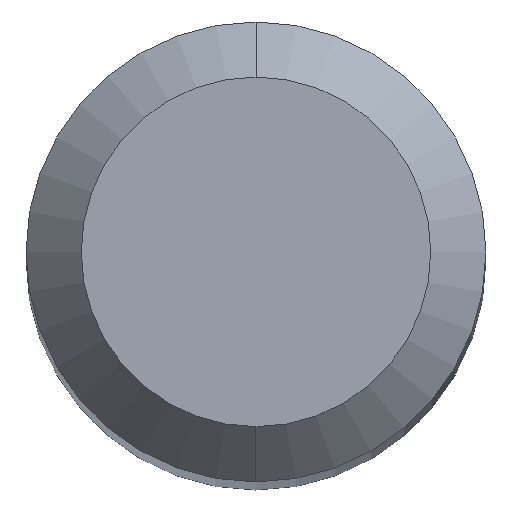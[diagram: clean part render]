
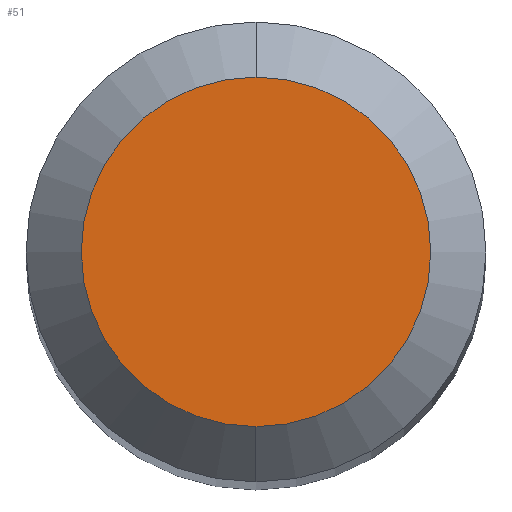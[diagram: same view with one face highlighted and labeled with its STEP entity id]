
A CAD part, top view. The second image highlights one B-rep face of the part: STEP entity #51.
In plain terms, the highlighted planar face has unit normal (0, 0, 1).
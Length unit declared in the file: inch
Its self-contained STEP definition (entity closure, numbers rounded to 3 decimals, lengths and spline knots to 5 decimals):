
#51 = ADVANCED_FACE ( 'NONE', ( #152 ), #154, .F. ) ;
#59 = DIRECTION ( 'NONE',  ( 0., 0., 1. ) ) ;
#121 = AXIS2_PLACEMENT_3D ( 'NONE', #216, #311, #219 ) ;
#133 = CIRCLE ( 'NONE', #270, 0.0475 ) ;
#134 = VERTEX_POINT ( 'NONE', #429 ) ;
#152 = FACE_OUTER_BOUND ( 'NONE', #161, .T. ) ;
#154 = PLANE ( 'NONE',  #121 ) ;
#161 = EDGE_LOOP ( 'NONE', ( #238, #433 ) ) ;
#182 = EDGE_CURVE ( 'NONE', #494, #134, #133, .T. ) ;
#216 = CARTESIAN_POINT ( 'NONE',  ( 0., 0.0475, 0. ) ) ;
#219 = DIRECTION ( 'NONE',  ( 0., 1., 0. ) ) ;
#238 = ORIENTED_EDGE ( 'NONE', *, *, #369, .T. ) ;
#270 = AXIS2_PLACEMENT_3D ( 'NONE', #316, #476, #284 ) ;
#284 = DIRECTION ( 'NONE',  ( 0., -1., 0. ) ) ;
#311 = DIRECTION ( 'NONE',  ( 0., 0., -1. ) ) ;
#316 = CARTESIAN_POINT ( 'NONE',  ( 0., 0., 0. ) ) ;
#321 = CIRCLE ( 'NONE', #372, 0.0475 ) ;
#369 = EDGE_CURVE ( 'NONE', #134, #494, #321, .T. ) ;
#372 = AXIS2_PLACEMENT_3D ( 'NONE', #412, #59, #453 ) ;
#412 = CARTESIAN_POINT ( 'NONE',  ( 0., 0., 0. ) ) ;
#420 = CARTESIAN_POINT ( 'NONE',  ( 0., -0.0475, 0. ) ) ;
#429 = CARTESIAN_POINT ( 'NONE',  ( 0., 0.0475, 0. ) ) ;
#433 = ORIENTED_EDGE ( 'NONE', *, *, #182, .T. ) ;
#453 = DIRECTION ( 'NONE',  ( 0., -1., 0. ) ) ;
#476 = DIRECTION ( 'NONE',  ( 0., 0., 1. ) ) ;
#494 = VERTEX_POINT ( 'NONE', #420 ) ;
